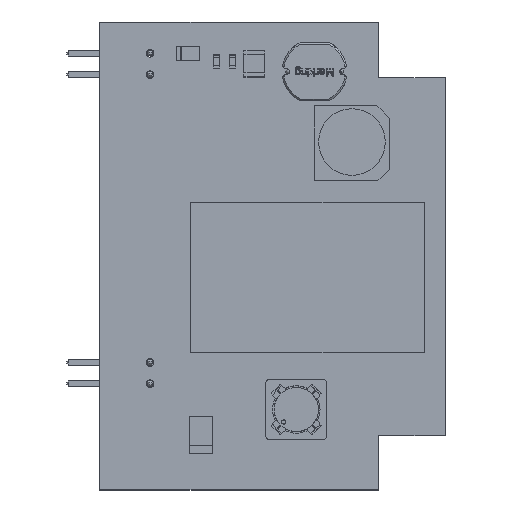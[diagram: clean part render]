
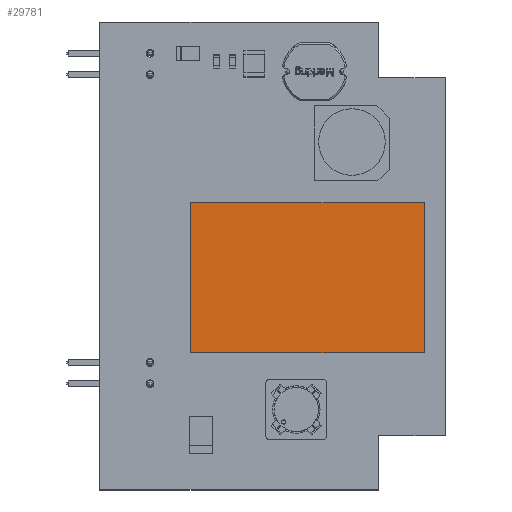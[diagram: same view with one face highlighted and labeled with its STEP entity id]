
A CAD part, top view. The second image highlights one B-rep face of the part: STEP entity #29781.
In plain terms, the highlighted planar face has unit normal (0, 0, 1).
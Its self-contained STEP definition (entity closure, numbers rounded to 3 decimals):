
#29467 = VERTEX_POINT('',#29468);
#29468 = CARTESIAN_POINT('',(-14.,-9.,11.5));
#29475 = PLANE('',#29476);
#29476 = AXIS2_PLACEMENT_3D('',#29477,#29478,#29479);
#29477 = CARTESIAN_POINT('',(-14.,-9.,0.));
#29478 = DIRECTION('',(0.,1.,0.));
#29479 = DIRECTION('',(1.,0.,0.));
#29487 = PLANE('',#29488);
#29488 = AXIS2_PLACEMENT_3D('',#29489,#29490,#29491);
#29489 = CARTESIAN_POINT('',(-14.,9.,0.));
#29490 = DIRECTION('',(1.,0.,0.));
#29491 = DIRECTION('',(0.,-1.,0.));
#29499 = EDGE_CURVE('',#29467,#29500,#29502,.T.);
#29500 = VERTEX_POINT('',#29501);
#29501 = CARTESIAN_POINT('',(14.,-9.,11.5));
#29502 = SURFACE_CURVE('',#29503,(#29507,#29514),.PCURVE_S1.);
#29503 = LINE('',#29504,#29505);
#29504 = CARTESIAN_POINT('',(-14.,-9.,11.5));
#29505 = VECTOR('',#29506,1.);
#29506 = DIRECTION('',(1.,0.,0.));
#29507 = PCURVE('',#29475,#29508);
#29508 = DEFINITIONAL_REPRESENTATION('',(#29509),#29513);
#29509 = LINE('',#29510,#29511);
#29510 = CARTESIAN_POINT('',(0.,-11.5));
#29511 = VECTOR('',#29512,1.);
#29512 = DIRECTION('',(1.,0.));
#29513 = ( GEOMETRIC_REPRESENTATION_CONTEXT(2) 
PARAMETRIC_REPRESENTATION_CONTEXT() REPRESENTATION_CONTEXT('2D SPACE',''
  ) );
#29514 = PCURVE('',#29515,#29520);
#29515 = PLANE('',#29516);
#29516 = AXIS2_PLACEMENT_3D('',#29517,#29518,#29519);
#29517 = CARTESIAN_POINT('',(-14.,-9.,11.5));
#29518 = DIRECTION('',(0.,0.,-1.));
#29519 = DIRECTION('',(-1.,0.,0.));
#29520 = DEFINITIONAL_REPRESENTATION('',(#29521),#29525);
#29521 = LINE('',#29522,#29523);
#29522 = CARTESIAN_POINT('',(0.,0.));
#29523 = VECTOR('',#29524,1.);
#29524 = DIRECTION('',(-1.,0.));
#29525 = ( GEOMETRIC_REPRESENTATION_CONTEXT(2) 
PARAMETRIC_REPRESENTATION_CONTEXT() REPRESENTATION_CONTEXT('2D SPACE',''
  ) );
#29543 = PLANE('',#29544);
#29544 = AXIS2_PLACEMENT_3D('',#29545,#29546,#29547);
#29545 = CARTESIAN_POINT('',(14.,-9.,0.));
#29546 = DIRECTION('',(-1.,0.,0.));
#29547 = DIRECTION('',(0.,1.,0.));
#29585 = EDGE_CURVE('',#29500,#29586,#29588,.T.);
#29586 = VERTEX_POINT('',#29587);
#29587 = CARTESIAN_POINT('',(14.,9.,11.5));
#29588 = SURFACE_CURVE('',#29589,(#29593,#29600),.PCURVE_S1.);
#29589 = LINE('',#29590,#29591);
#29590 = CARTESIAN_POINT('',(14.,-9.,11.5));
#29591 = VECTOR('',#29592,1.);
#29592 = DIRECTION('',(0.,1.,0.));
#29593 = PCURVE('',#29543,#29594);
#29594 = DEFINITIONAL_REPRESENTATION('',(#29595),#29599);
#29595 = LINE('',#29596,#29597);
#29596 = CARTESIAN_POINT('',(0.,-11.5));
#29597 = VECTOR('',#29598,1.);
#29598 = DIRECTION('',(1.,0.));
#29599 = ( GEOMETRIC_REPRESENTATION_CONTEXT(2) 
PARAMETRIC_REPRESENTATION_CONTEXT() REPRESENTATION_CONTEXT('2D SPACE',''
  ) );
#29600 = PCURVE('',#29515,#29601);
#29601 = DEFINITIONAL_REPRESENTATION('',(#29602),#29606);
#29602 = LINE('',#29603,#29604);
#29603 = CARTESIAN_POINT('',(-28.,0.));
#29604 = VECTOR('',#29605,1.);
#29605 = DIRECTION('',(0.,1.));
#29606 = ( GEOMETRIC_REPRESENTATION_CONTEXT(2) 
PARAMETRIC_REPRESENTATION_CONTEXT() REPRESENTATION_CONTEXT('2D SPACE',''
  ) );
#29624 = PLANE('',#29625);
#29625 = AXIS2_PLACEMENT_3D('',#29626,#29627,#29628);
#29626 = CARTESIAN_POINT('',(14.,9.,0.));
#29627 = DIRECTION('',(0.,-1.,0.));
#29628 = DIRECTION('',(-1.,0.,0.));
#29661 = EDGE_CURVE('',#29586,#29662,#29664,.T.);
#29662 = VERTEX_POINT('',#29663);
#29663 = CARTESIAN_POINT('',(-14.,9.,11.5));
#29664 = SURFACE_CURVE('',#29665,(#29669,#29676),.PCURVE_S1.);
#29665 = LINE('',#29666,#29667);
#29666 = CARTESIAN_POINT('',(14.,9.,11.5));
#29667 = VECTOR('',#29668,1.);
#29668 = DIRECTION('',(-1.,0.,0.));
#29669 = PCURVE('',#29624,#29670);
#29670 = DEFINITIONAL_REPRESENTATION('',(#29671),#29675);
#29671 = LINE('',#29672,#29673);
#29672 = CARTESIAN_POINT('',(0.,-11.5));
#29673 = VECTOR('',#29674,1.);
#29674 = DIRECTION('',(1.,0.));
#29675 = ( GEOMETRIC_REPRESENTATION_CONTEXT(2) 
PARAMETRIC_REPRESENTATION_CONTEXT() REPRESENTATION_CONTEXT('2D SPACE',''
  ) );
#29676 = PCURVE('',#29515,#29677);
#29677 = DEFINITIONAL_REPRESENTATION('',(#29678),#29682);
#29678 = LINE('',#29679,#29680);
#29679 = CARTESIAN_POINT('',(-28.,18.));
#29680 = VECTOR('',#29681,1.);
#29681 = DIRECTION('',(1.,0.));
#29682 = ( GEOMETRIC_REPRESENTATION_CONTEXT(2) 
PARAMETRIC_REPRESENTATION_CONTEXT() REPRESENTATION_CONTEXT('2D SPACE',''
  ) );
#29732 = EDGE_CURVE('',#29662,#29467,#29733,.T.);
#29733 = SURFACE_CURVE('',#29734,(#29738,#29745),.PCURVE_S1.);
#29734 = LINE('',#29735,#29736);
#29735 = CARTESIAN_POINT('',(-14.,9.,11.5));
#29736 = VECTOR('',#29737,1.);
#29737 = DIRECTION('',(0.,-1.,0.));
#29738 = PCURVE('',#29487,#29739);
#29739 = DEFINITIONAL_REPRESENTATION('',(#29740),#29744);
#29740 = LINE('',#29741,#29742);
#29741 = CARTESIAN_POINT('',(0.,-11.5));
#29742 = VECTOR('',#29743,1.);
#29743 = DIRECTION('',(1.,0.));
#29744 = ( GEOMETRIC_REPRESENTATION_CONTEXT(2) 
PARAMETRIC_REPRESENTATION_CONTEXT() REPRESENTATION_CONTEXT('2D SPACE',''
  ) );
#29745 = PCURVE('',#29515,#29746);
#29746 = DEFINITIONAL_REPRESENTATION('',(#29747),#29751);
#29747 = LINE('',#29748,#29749);
#29748 = CARTESIAN_POINT('',(0.,18.));
#29749 = VECTOR('',#29750,1.);
#29750 = DIRECTION('',(0.,-1.));
#29751 = ( GEOMETRIC_REPRESENTATION_CONTEXT(2) 
PARAMETRIC_REPRESENTATION_CONTEXT() REPRESENTATION_CONTEXT('2D SPACE',''
  ) );
#29781 = ADVANCED_FACE('',(#29782),#29515,.F.);
#29782 = FACE_BOUND('',#29783,.T.);
#29783 = EDGE_LOOP('',(#29784,#29785,#29786,#29787));
#29784 = ORIENTED_EDGE('',*,*,#29499,.T.);
#29785 = ORIENTED_EDGE('',*,*,#29585,.T.);
#29786 = ORIENTED_EDGE('',*,*,#29661,.T.);
#29787 = ORIENTED_EDGE('',*,*,#29732,.T.);
